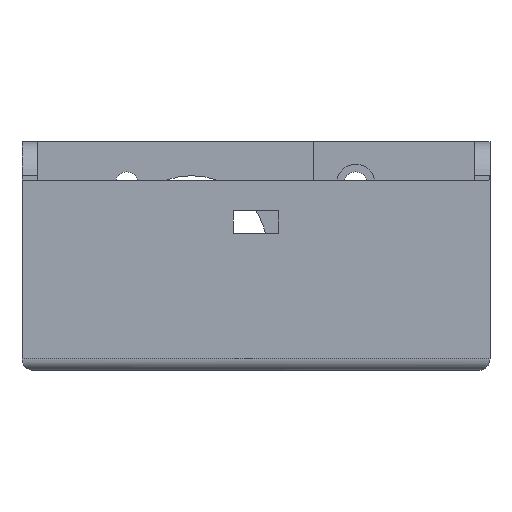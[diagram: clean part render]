
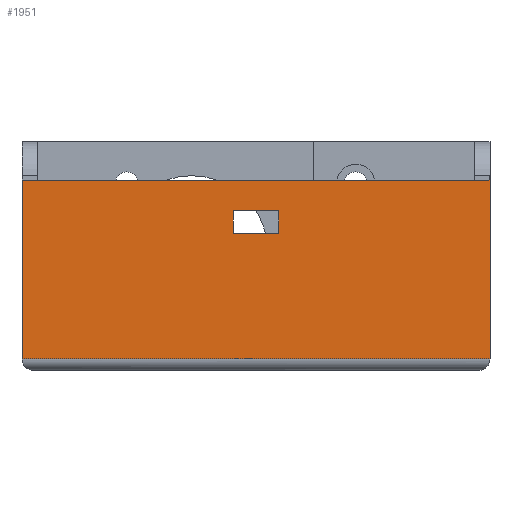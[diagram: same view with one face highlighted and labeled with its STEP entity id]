
A CAD part, front view. The second image highlights one B-rep face of the part: STEP entity #1951.
In plain terms, the highlighted planar face has unit normal (0, -1, 0).
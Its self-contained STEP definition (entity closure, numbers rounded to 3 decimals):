
#66=FACE_BOUND('',#314,.T.);
#192=FACE_OUTER_BOUND('',#313,.T.);
#313=EDGE_LOOP('',(#1499,#1500,#1501,#1502));
#314=EDGE_LOOP('',(#1503,#1504,#1505,#1506));
#435=LINE('',#2822,#645);
#518=LINE('',#3007,#728);
#530=LINE('',#3044,#740);
#537=LINE('',#3059,#747);
#538=LINE('',#3062,#748);
#539=LINE('',#3064,#749);
#540=LINE('',#3066,#750);
#541=LINE('',#3067,#751);
#645=VECTOR('',#2249,10.);
#728=VECTOR('',#2400,10.);
#740=VECTOR('',#2440,10.);
#747=VECTOR('',#2451,10.);
#748=VECTOR('',#2452,10.);
#749=VECTOR('',#2453,10.);
#750=VECTOR('',#2454,10.);
#751=VECTOR('',#2455,10.);
#851=VERTEX_POINT('',#2819);
#852=VERTEX_POINT('',#2821);
#919=VERTEX_POINT('',#3004);
#920=VERTEX_POINT('',#3006);
#938=VERTEX_POINT('',#3060);
#939=VERTEX_POINT('',#3061);
#940=VERTEX_POINT('',#3063);
#941=VERTEX_POINT('',#3065);
#1035=EDGE_CURVE('',#851,#852,#435,.T.);
#1126=EDGE_CURVE('',#919,#920,#518,.T.);
#1146=EDGE_CURVE('',#920,#851,#530,.T.);
#1154=EDGE_CURVE('',#919,#852,#537,.T.);
#1155=EDGE_CURVE('',#938,#939,#538,.T.);
#1156=EDGE_CURVE('',#939,#940,#539,.T.);
#1157=EDGE_CURVE('',#940,#941,#540,.T.);
#1158=EDGE_CURVE('',#941,#938,#541,.T.);
#1499=ORIENTED_EDGE('',*,*,#1126,.F.);
#1500=ORIENTED_EDGE('',*,*,#1154,.T.);
#1501=ORIENTED_EDGE('',*,*,#1035,.F.);
#1502=ORIENTED_EDGE('',*,*,#1146,.F.);
#1503=ORIENTED_EDGE('',*,*,#1155,.T.);
#1504=ORIENTED_EDGE('',*,*,#1156,.T.);
#1505=ORIENTED_EDGE('',*,*,#1157,.T.);
#1506=ORIENTED_EDGE('',*,*,#1158,.T.);
#1869=PLANE('',#2093);
#1951=ADVANCED_FACE('',(#192,#66),#1869,.T.);
#2093=AXIS2_PLACEMENT_3D('',#3058,#2449,#2450);
#2249=DIRECTION('',(1.,0.,0.));
#2400=DIRECTION('',(-1.,0.,0.));
#2440=DIRECTION('',(0.,0.,1.));
#2449=DIRECTION('center_axis',(0.,-1.,0.));
#2450=DIRECTION('ref_axis',(1.,0.,0.));
#2451=DIRECTION('',(0.,0.,1.));
#2452=DIRECTION('',(0.,0.,1.));
#2453=DIRECTION('',(1.,0.,0.));
#2454=DIRECTION('',(0.,0.,-1.));
#2455=DIRECTION('',(-1.,0.,0.));
#2819=CARTESIAN_POINT('',(-30.67,-123.993,-63.));
#2821=CARTESIAN_POINT('',(30.67,-123.993,-63.));
#2822=CARTESIAN_POINT('',(-30.67,-123.993,-63.));
#3004=CARTESIAN_POINT('',(30.67,-123.993,-86.45));
#3006=CARTESIAN_POINT('',(-30.67,-123.993,-86.45));
#3007=CARTESIAN_POINT('',(-14.335,-123.993,-86.45));
#3044=CARTESIAN_POINT('',(-30.67,-123.993,-65.));
#3058=CARTESIAN_POINT('Origin',(-28.67,-123.993,-87.95));
#3059=CARTESIAN_POINT('',(30.67,-123.993,-62.95));
#3060=CARTESIAN_POINT('',(-3.,-123.993,-70.));
#3061=CARTESIAN_POINT('',(-3.,-123.993,-67.));
#3062=CARTESIAN_POINT('',(-3.,-123.993,-78.975));
#3063=CARTESIAN_POINT('',(3.,-123.993,-67.));
#3064=CARTESIAN_POINT('',(-15.835,-123.993,-67.));
#3065=CARTESIAN_POINT('',(3.,-123.993,-70.));
#3066=CARTESIAN_POINT('',(3.,-123.993,-77.475));
#3067=CARTESIAN_POINT('',(-12.835,-123.993,-70.));
